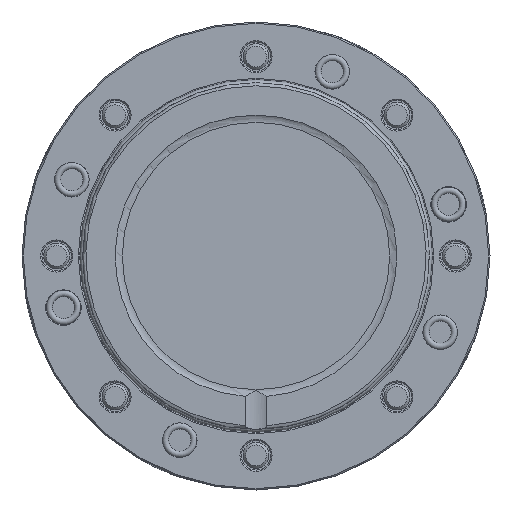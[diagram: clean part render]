
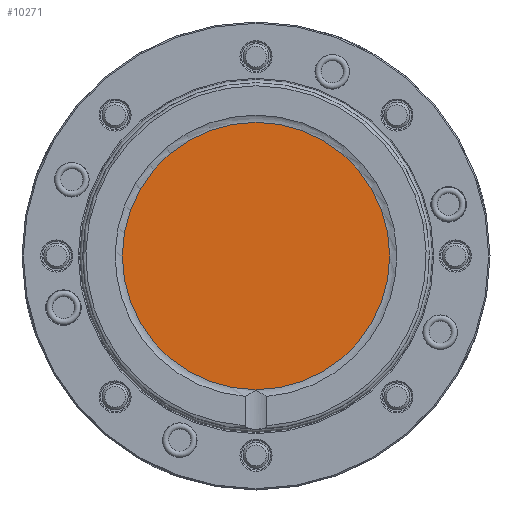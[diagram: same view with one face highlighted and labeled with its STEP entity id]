
A CAD part, front view. The second image highlights one B-rep face of the part: STEP entity #10271.
In plain terms, the highlighted planar face has unit normal (0, -1, 0).
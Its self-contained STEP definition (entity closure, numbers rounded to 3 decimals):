
#3225 = CARTESIAN_POINT ( 'NONE',  ( 0., -38.5, 30.842 ) ) ;
#4293 = PLANE ( 'NONE',  #12817 ) ;
#5490 = DIRECTION ( 'NONE',  ( 0., 1., 0. ) ) ;
#5964 = ORIENTED_EDGE ( 'NONE', *, *, #19327, .F. ) ;
#6767 = CIRCLE ( 'NONE', #10907, 30.842 ) ;
#8992 = DIRECTION ( 'NONE',  ( 0., 0., -1. ) ) ;
#9809 = EDGE_LOOP ( 'NONE', ( #5964 ) ) ;
#10271 = ADVANCED_FACE ( 'NONE', ( #11694 ), #4293, .T. ) ;
#10638 = VERTEX_POINT ( 'NONE', #3225 ) ;
#10907 = AXIS2_PLACEMENT_3D ( 'NONE', #19147, #5490, #16156 ) ;
#11694 = FACE_OUTER_BOUND ( 'NONE', #9809, .T. ) ;
#12817 = AXIS2_PLACEMENT_3D ( 'NONE', #19552, #14768, #8992 ) ;
#14768 = DIRECTION ( 'NONE',  ( 0., -1., 0. ) ) ;
#16156 = DIRECTION ( 'NONE',  ( 0., 0., 1. ) ) ;
#19147 = CARTESIAN_POINT ( 'NONE',  ( 0., -38.5, 0. ) ) ;
#19327 = EDGE_CURVE ( 'NONE', #10638, #10638, #6767, .T. ) ;
#19552 = CARTESIAN_POINT ( 'NONE',  ( 30.842, -38.5, 0. ) ) ;
